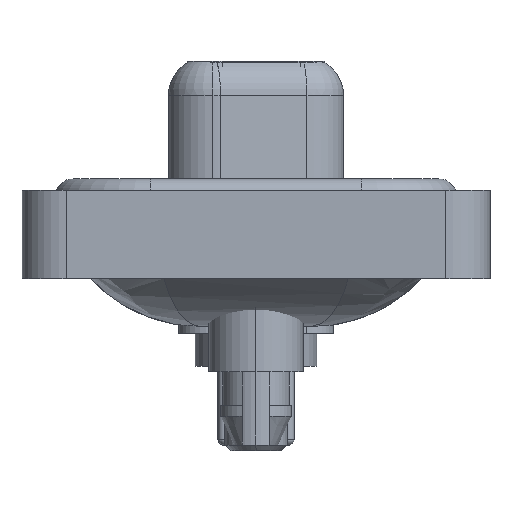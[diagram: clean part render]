
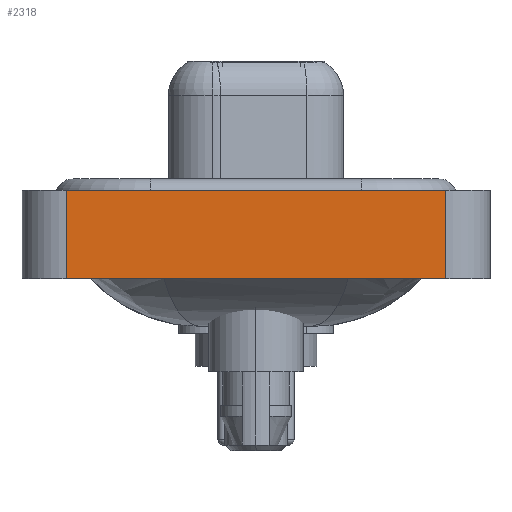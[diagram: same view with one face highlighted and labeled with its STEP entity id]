
A CAD part, left-side view. The second image highlights one B-rep face of the part: STEP entity #2318.
In plain terms, the highlighted planar face has unit normal (-1, 0, 0).
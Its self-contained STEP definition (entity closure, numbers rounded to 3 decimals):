
#327 = VECTOR ( 'NONE', #13048, 1000. ) ;
#1357 = LINE ( 'NONE', #17379, #327 ) ;
#1564 = CARTESIAN_POINT ( 'NONE',  ( -7.35, -8.55, 0.4 ) ) ;
#2318 = ADVANCED_FACE ( 'NONE', ( #13914 ), #19969, .T. ) ;
#2620 = CARTESIAN_POINT ( 'NONE',  ( -7.35, -8.55, -3.6 ) ) ;
#4047 = EDGE_CURVE ( 'NONE', #22534, #6860, #17332, .T. ) ;
#5140 = LINE ( 'NONE', #1564, #12855 ) ;
#5707 = VECTOR ( 'NONE', #7339, 1000. ) ;
#6462 = EDGE_CURVE ( 'NONE', #6860, #20420, #1357, .T. ) ;
#6665 = ORIENTED_EDGE ( 'NONE', *, *, #19036, .F. ) ;
#6860 = VERTEX_POINT ( 'NONE', #19929 ) ;
#6962 = DIRECTION ( 'NONE',  ( 0., 0., 1. ) ) ;
#7339 = DIRECTION ( 'NONE',  ( 0., -1., 0. ) ) ;
#9428 = DIRECTION ( 'NONE',  ( 0., -1., 0. ) ) ;
#9469 = VECTOR ( 'NONE', #6962, 1000. ) ;
#9719 = CARTESIAN_POINT ( 'NONE',  ( -7.35, -8.55, 0.4 ) ) ;
#9915 = EDGE_CURVE ( 'NONE', #14802, #20420, #5140, .T. ) ;
#12675 = EDGE_LOOP ( 'NONE', ( #16886, #23553, #6665, #23292 ) ) ;
#12704 = CARTESIAN_POINT ( 'NONE',  ( -7.35, 8.55, -3.6 ) ) ;
#12855 = VECTOR ( 'NONE', #9428, 1000. ) ;
#13048 = DIRECTION ( 'NONE',  ( 0., 0., 1. ) ) ;
#13914 = FACE_OUTER_BOUND ( 'NONE', #12675, .T. ) ;
#14802 = VERTEX_POINT ( 'NONE', #22384 ) ;
#14843 = CARTESIAN_POINT ( 'NONE',  ( -7.35, 8.55, -3.6 ) ) ;
#16886 = ORIENTED_EDGE ( 'NONE', *, *, #6462, .T. ) ;
#17332 = LINE ( 'NONE', #25347, #5707 ) ;
#17379 = CARTESIAN_POINT ( 'NONE',  ( -7.35, -8.55, -3.6 ) ) ;
#19036 = EDGE_CURVE ( 'NONE', #22534, #14802, #24971, .T. ) ;
#19929 = CARTESIAN_POINT ( 'NONE',  ( -7.35, -8.55, -3.6 ) ) ;
#19969 = PLANE ( 'NONE',  #25355 ) ;
#20420 = VERTEX_POINT ( 'NONE', #9719 ) ;
#20624 = DIRECTION ( 'NONE',  ( 0., 0., 1. ) ) ;
#22384 = CARTESIAN_POINT ( 'NONE',  ( -7.35, 8.55, 0.4 ) ) ;
#22458 = DIRECTION ( 'NONE',  ( -1., 0., 0. ) ) ;
#22534 = VERTEX_POINT ( 'NONE', #12704 ) ;
#23292 = ORIENTED_EDGE ( 'NONE', *, *, #4047, .T. ) ;
#23553 = ORIENTED_EDGE ( 'NONE', *, *, #9915, .F. ) ;
#24971 = LINE ( 'NONE', #14843, #9469 ) ;
#25347 = CARTESIAN_POINT ( 'NONE',  ( -7.35, -8.55, -3.6 ) ) ;
#25355 = AXIS2_PLACEMENT_3D ( 'NONE', #2620, #22458, #20624 ) ;
